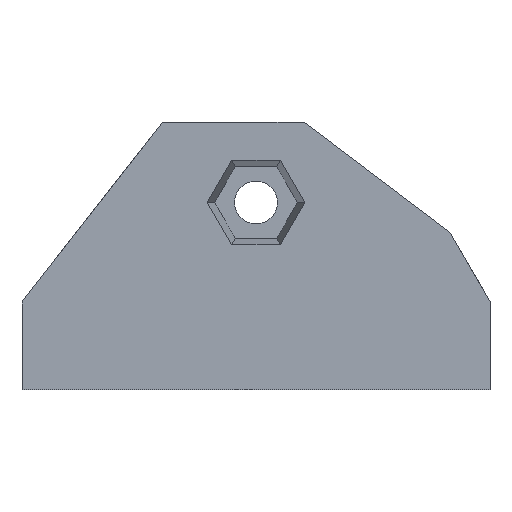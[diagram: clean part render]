
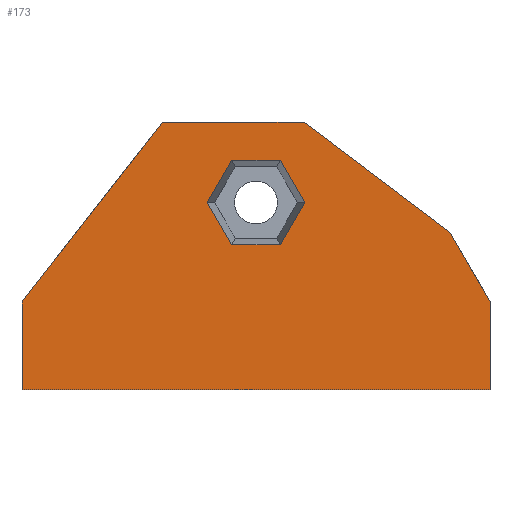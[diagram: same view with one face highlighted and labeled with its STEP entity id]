
A CAD part, left-side view. The second image highlights one B-rep face of the part: STEP entity #173.
In plain terms, the highlighted planar face has unit normal (-1, 0, 0).
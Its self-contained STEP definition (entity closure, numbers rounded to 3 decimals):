
#22 = VERTEX_POINT('',#23);
#23 = CARTESIAN_POINT('',(-12.5,-17.5,0.));
#40 = VERTEX_POINT('',#41);
#41 = CARTESIAN_POINT('',(-12.5,-17.5,6.59));
#47 = EDGE_CURVE('',#22,#40,#48,.T.);
#48 = LINE('',#49,#50);
#49 = CARTESIAN_POINT('',(-12.5,-17.5,0.));
#50 = VECTOR('',#51,1.);
#51 = DIRECTION('',(0.,0.,1.));
#62 = VERTEX_POINT('',#63);
#63 = CARTESIAN_POINT('',(-12.5,17.5,0.));
#78 = EDGE_CURVE('',#62,#22,#79,.T.);
#79 = LINE('',#80,#81);
#80 = CARTESIAN_POINT('',(-12.5,17.5,0.));
#81 = VECTOR('',#82,1.);
#82 = DIRECTION('',(0.,-1.,0.));
#114 = EDGE_CURVE('',#40,#115,#117,.T.);
#115 = VERTEX_POINT('',#116);
#116 = CARTESIAN_POINT('',(-12.5,-14.5,11.786));
#117 = LINE('',#118,#119);
#118 = CARTESIAN_POINT('',(-12.5,-17.5,6.59));
#119 = VECTOR('',#120,1.);
#120 = DIRECTION('',(0.,0.5,0.866));
#173 = ADVANCED_FACE('',(#174,#209),#259,.F.);
#174 = FACE_BOUND('',#175,.F.);
#175 = EDGE_LOOP('',(#176,#177,#178,#186,#194,#202,#208));
#176 = ORIENTED_EDGE('',*,*,#47,.F.);
#177 = ORIENTED_EDGE('',*,*,#78,.F.);
#178 = ORIENTED_EDGE('',*,*,#179,.F.);
#179 = EDGE_CURVE('',#180,#62,#182,.T.);
#180 = VERTEX_POINT('',#181);
#181 = CARTESIAN_POINT('',(-12.5,17.5,6.561));
#182 = LINE('',#183,#184);
#183 = CARTESIAN_POINT('',(-12.5,17.5,6.561));
#184 = VECTOR('',#185,1.);
#185 = DIRECTION('',(0.,0.,-1.));
#186 = ORIENTED_EDGE('',*,*,#187,.F.);
#187 = EDGE_CURVE('',#188,#180,#190,.T.);
#188 = VERTEX_POINT('',#189);
#189 = CARTESIAN_POINT('',(-12.5,7.,20.));
#190 = LINE('',#191,#192);
#191 = CARTESIAN_POINT('',(-12.5,7.,20.));
#192 = VECTOR('',#193,1.);
#193 = DIRECTION('',(0.,0.616,-0.788)
  );
#194 = ORIENTED_EDGE('',*,*,#195,.F.);
#195 = EDGE_CURVE('',#196,#188,#198,.T.);
#196 = VERTEX_POINT('',#197);
#197 = CARTESIAN_POINT('',(-12.5,-3.6,20.));
#198 = LINE('',#199,#200);
#199 = CARTESIAN_POINT('',(-12.5,-3.6,20.));
#200 = VECTOR('',#201,1.);
#201 = DIRECTION('',(0.,1.,0.));
#202 = ORIENTED_EDGE('',*,*,#203,.F.);
#203 = EDGE_CURVE('',#115,#196,#204,.T.);
#204 = LINE('',#205,#206);
#205 = CARTESIAN_POINT('',(-12.5,-14.5,11.786));
#206 = VECTOR('',#207,1.);
#207 = DIRECTION('',(0.,0.799,0.602)
  );
#208 = ORIENTED_EDGE('',*,*,#114,.F.);
#209 = FACE_BOUND('',#210,.F.);
#210 = EDGE_LOOP('',(#211,#221,#229,#237,#245,#253));
#211 = ORIENTED_EDGE('',*,*,#212,.F.);
#212 = EDGE_CURVE('',#213,#215,#217,.T.);
#213 = VERTEX_POINT('',#214);
#214 = CARTESIAN_POINT('',(-12.5,-1.831,17.172));
#215 = VERTEX_POINT('',#216);
#216 = CARTESIAN_POINT('',(-12.5,-3.663,14.));
#217 = LINE('',#218,#219);
#218 = CARTESIAN_POINT('',(-12.5,-1.831,17.172));
#219 = VECTOR('',#220,1.);
#220 = DIRECTION('',(0.,-0.5,-0.866));
#221 = ORIENTED_EDGE('',*,*,#222,.F.);
#222 = EDGE_CURVE('',#223,#213,#225,.T.);
#223 = VERTEX_POINT('',#224);
#224 = CARTESIAN_POINT('',(-12.5,1.831,17.172));
#225 = LINE('',#226,#227);
#226 = CARTESIAN_POINT('',(-12.5,1.831,17.172));
#227 = VECTOR('',#228,1.);
#228 = DIRECTION('',(0.,-1.,0.));
#229 = ORIENTED_EDGE('',*,*,#230,.F.);
#230 = EDGE_CURVE('',#231,#223,#233,.T.);
#231 = VERTEX_POINT('',#232);
#232 = CARTESIAN_POINT('',(-12.5,3.663,14.));
#233 = LINE('',#234,#235);
#234 = CARTESIAN_POINT('',(-12.5,3.663,14.));
#235 = VECTOR('',#236,1.);
#236 = DIRECTION('',(0.,-0.5,0.866));
#237 = ORIENTED_EDGE('',*,*,#238,.F.);
#238 = EDGE_CURVE('',#239,#231,#241,.T.);
#239 = VERTEX_POINT('',#240);
#240 = CARTESIAN_POINT('',(-12.5,1.831,10.828));
#241 = LINE('',#242,#243);
#242 = CARTESIAN_POINT('',(-12.5,1.831,10.828));
#243 = VECTOR('',#244,1.);
#244 = DIRECTION('',(0.,0.5,0.866));
#245 = ORIENTED_EDGE('',*,*,#246,.F.);
#246 = EDGE_CURVE('',#247,#239,#249,.T.);
#247 = VERTEX_POINT('',#248);
#248 = CARTESIAN_POINT('',(-12.5,-1.831,10.828));
#249 = LINE('',#250,#251);
#250 = CARTESIAN_POINT('',(-12.5,-1.831,10.828));
#251 = VECTOR('',#252,1.);
#252 = DIRECTION('',(0.,1.,0.));
#253 = ORIENTED_EDGE('',*,*,#254,.F.);
#254 = EDGE_CURVE('',#215,#247,#255,.T.);
#255 = LINE('',#256,#257);
#256 = CARTESIAN_POINT('',(-12.5,-3.663,14.));
#257 = VECTOR('',#258,1.);
#258 = DIRECTION('',(0.,0.5,-0.866));
#259 = PLANE('',#260);
#260 = AXIS2_PLACEMENT_3D('',#261,#262,#263);
#261 = CARTESIAN_POINT('',(-12.5,0.067,8.386));
#262 = DIRECTION('',(1.,0.,0.));
#263 = DIRECTION('',(0.,0.,1.));
